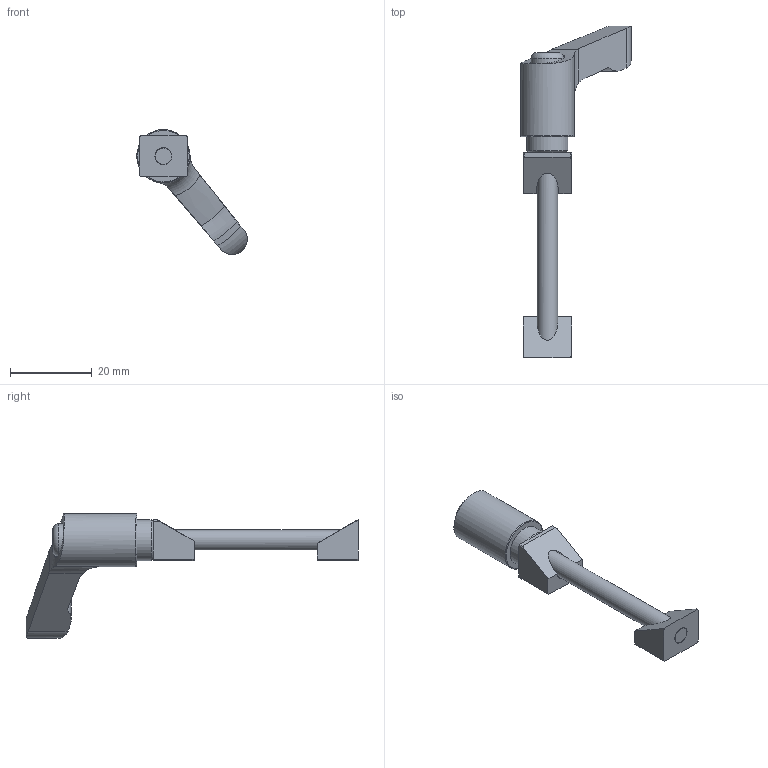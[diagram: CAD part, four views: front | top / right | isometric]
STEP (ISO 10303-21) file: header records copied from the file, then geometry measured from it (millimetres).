
FILE_DESCRIPTION(/* description */ ('Unknown'),/* implementation_level */ '2;1');
FILE_NAME(/* name */ 'A-0000029-Klemmeinheit-Schlitten50',/* time_stamp */ '2020-03-29T10:11:23+02:00',/* author */ ('Unknown'),/* organization */ ('Unknown'),/* preprocessor_version */ 'ST-DEVELOPER v16.7',/* originating_system */ 'Solid Edge',/* authorisation */ 'Unknown');
FILE_SCHEMA (('AUTOMOTIVE_DESIGN {1 0 10303 214 3 1 1}'));
Length unit declared in the file: millimetre
Products named in the file (1): A-0000029-Klemmeinheit-Schlitten50-dy
Bounding box: 26.95 x 81 x 30.45 mm (x, y, z)
Volume: 6582.9 mm3; surface area: 4051.6 mm2
Topology: 1 solids, 1 shells, 77 faces, 192 edges, 125 vertices
Faces by surface type: cylinder 35, plane 24, cone 12, torus 6
Full cylindrical faces by diameter (mm): 4.134 x1, 4.5 x1, 5 x3, 5.5 x1, 8 x1, 8.3 x1, 10 x1, 13 x1
Entity records: 2816 total; most frequent: CARTESIAN_POINT 578, ORIENTED_EDGE 338, DIRECTION 327, EDGE_CURVE 169, AXIS2_PLACEMENT_3D 134, VERTEX_POINT 118, FACE_BOUND 101, EDGE_LOOP 100
